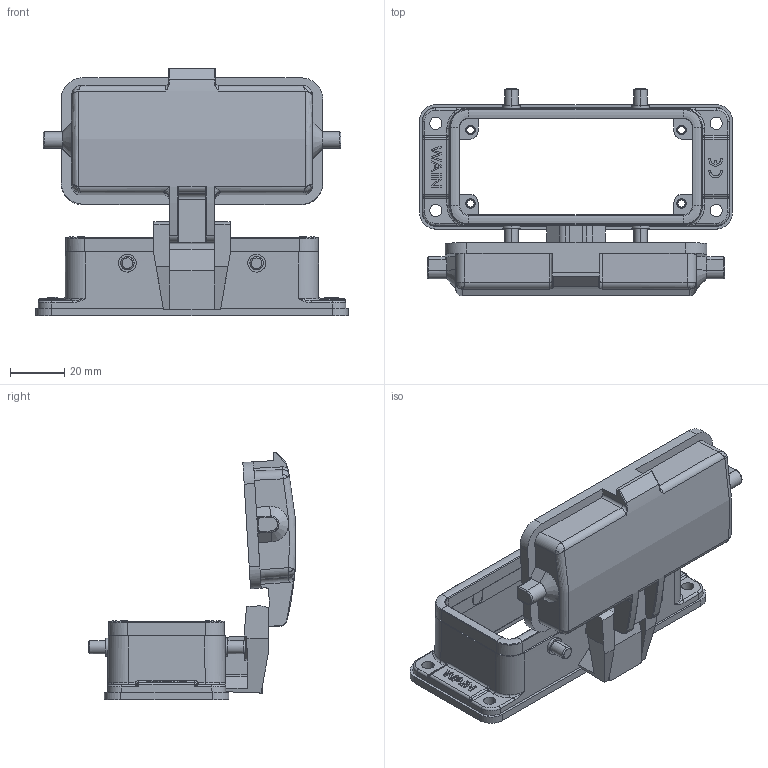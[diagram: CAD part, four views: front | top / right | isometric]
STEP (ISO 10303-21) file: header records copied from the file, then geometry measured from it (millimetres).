
FILE_DESCRIPTION(/* description */ (''),/* implementation_level */ '2;1');
FILE_NAME(/* name */ '3D_1240163701001_HV16B-BK-4B-CV_V1.1.STP',/* time_stamp */ '2024-01-04T17:14:02+08:00',/* author */ (''),/* organization */ (''),/* preprocessor_version */ 'ST-DEVELOPER v18.1',/* originating_system */ 'SIEMENS PLM Software NX 1980',/* authorisation */ '');
FILE_SCHEMA (('AUTOMOTIVE_DESIGN { 1 0 10303 214 3 1 1 1 }'));
Length unit declared in the file: millimetre
Products named in the file (1): 14593830C5E2puyt
Bounding box: 115 x 76.32 x 90.96 mm (x, y, z)
Volume: 15.5 mm3; surface area: 46815.6 mm2
Topology: 6 solids, 7 shells, 776 faces, 2048 edges, 1290 vertices
Faces by surface type: plane 331, cylinder 296, torus 72, bspline 39, cone 22, sphere 13, revolution 2, extrusion 1
Entity records: 28573 total; most frequent: CARTESIAN_POINT 11003, ORIENTED_EDGE 4072, DIRECTION 2948, EDGE_CURVE 2038, VERTEX_POINT 1290, VECTOR 982, AXIS2_PLACEMENT_3D 982, LINE 981
